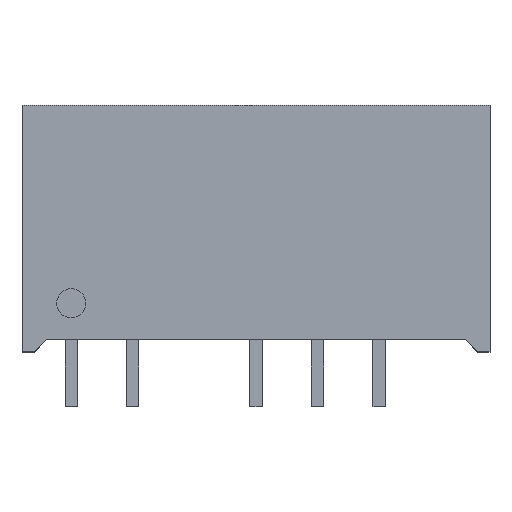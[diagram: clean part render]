
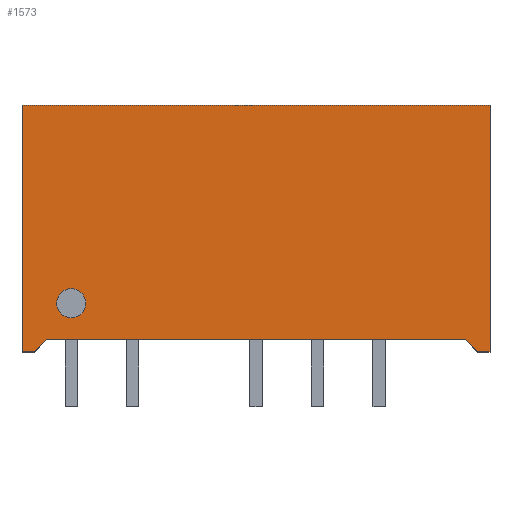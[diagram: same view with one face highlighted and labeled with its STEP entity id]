
A CAD part, top view. The second image highlights one B-rep face of the part: STEP entity #1573.
In plain terms, the highlighted planar face has unit normal (0, 0, 1).
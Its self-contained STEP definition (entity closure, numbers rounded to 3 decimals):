
#9 = DIRECTION ( 'NONE',  ( 0., 0., -1. ) ) ;
#26 = CARTESIAN_POINT ( 'NONE',  ( 19.3, 10.16, 6.09 ) ) ;
#39 = EDGE_CURVE ( 'NONE', #1017, #1411, #1516, .T. ) ;
#72 = LINE ( 'NONE', #1662, #642 ) ;
#79 = VECTOR ( 'NONE', #619, 1000. ) ;
#92 = DIRECTION ( 'NONE',  ( 0., 0., -1. ) ) ;
#98 = EDGE_CURVE ( 'NONE', #1411, #482, #818, .T. ) ;
#139 = FACE_BOUND ( 'NONE', #727, .T. ) ;
#201 = CARTESIAN_POINT ( 'NONE',  ( 18.3, 0.5, 6.09 ) ) ;
#210 = CARTESIAN_POINT ( 'NONE',  ( 0., 10.16, 6.09 ) ) ;
#227 = CIRCLE ( 'NONE', #1830, 0.6 ) ;
#255 = DIRECTION ( 'NONE',  ( 1., 0., 0. ) ) ;
#287 = PLANE ( 'NONE',  #1314 ) ;
#292 = EDGE_CURVE ( 'NONE', #2119, #842, #227, .T. ) ;
#341 = CARTESIAN_POINT ( 'NONE',  ( 0., 10.16, 6.09 ) ) ;
#347 = VECTOR ( 'NONE', #1540, 1000. ) ;
#358 = VECTOR ( 'NONE', #255, 1000. ) ;
#389 = ORIENTED_EDGE ( 'NONE', *, *, #1401, .T. ) ;
#407 = CARTESIAN_POINT ( 'NONE',  ( 2.03, 2., 6.09 ) ) ;
#466 = DIRECTION ( 'NONE',  ( 0., 1., 0. ) ) ;
#481 = DIRECTION ( 'NONE',  ( 1., 0., 0. ) ) ;
#482 = VERTEX_POINT ( 'NONE', #544 ) ;
#499 = ORIENTED_EDGE ( 'NONE', *, *, #1696, .T. ) ;
#521 = VERTEX_POINT ( 'NONE', #26 ) ;
#544 = CARTESIAN_POINT ( 'NONE',  ( 19.3, 0., 6.09 ) ) ;
#619 = DIRECTION ( 'NONE',  ( 0.707, -0.707, 0. ) ) ;
#629 = EDGE_CURVE ( 'NONE', #521, #2019, #1393, .T. ) ;
#633 = CARTESIAN_POINT ( 'NONE',  ( 9.65, 5.196, 6.09 ) ) ;
#642 = VECTOR ( 'NONE', #466, 1000. ) ;
#679 = DIRECTION ( 'NONE',  ( 0.707, 0.707, 0. ) ) ;
#693 = ORIENTED_EDGE ( 'NONE', *, *, #2280, .T. ) ;
#723 = ORIENTED_EDGE ( 'NONE', *, *, #629, .T. ) ;
#727 = EDGE_LOOP ( 'NONE', ( #389, #1305 ) ) ;
#743 = CARTESIAN_POINT ( 'NONE',  ( 1.43, 2., 6.09 ) ) ;
#752 = LINE ( 'NONE', #1327, #1462 ) ;
#797 = DIRECTION ( 'NONE',  ( 1., 0., 0. ) ) ;
#818 = LINE ( 'NONE', #1366, #2049 ) ;
#832 = EDGE_CURVE ( 'NONE', #2107, #959, #752, .T. ) ;
#842 = VERTEX_POINT ( 'NONE', #1506 ) ;
#915 = CARTESIAN_POINT ( 'NONE',  ( 18.8, 0., 6.09 ) ) ;
#959 = VERTEX_POINT ( 'NONE', #1765 ) ;
#966 = CARTESIAN_POINT ( 'NONE',  ( 18.3, 0.5, 6.09 ) ) ;
#1016 = VECTOR ( 'NONE', #1457, 1000. ) ;
#1017 = VERTEX_POINT ( 'NONE', #201 ) ;
#1032 = DIRECTION ( 'NONE',  ( 0., 0., 1. ) ) ;
#1058 = LINE ( 'NONE', #210, #1016 ) ;
#1095 = VECTOR ( 'NONE', #679, 1000. ) ;
#1174 = ORIENTED_EDGE ( 'NONE', *, *, #832, .T. ) ;
#1178 = CARTESIAN_POINT ( 'NONE',  ( 19.3, 10.16, 6.09 ) ) ;
#1184 = EDGE_CURVE ( 'NONE', #482, #521, #72, .T. ) ;
#1201 = AXIS2_PLACEMENT_3D ( 'NONE', #1798, #9, #2177 ) ;
#1269 = ORIENTED_EDGE ( 'NONE', *, *, #1343, .T. ) ;
#1273 = CIRCLE ( 'NONE', #1201, 0.6 ) ;
#1305 = ORIENTED_EDGE ( 'NONE', *, *, #292, .T. ) ;
#1314 = AXIS2_PLACEMENT_3D ( 'NONE', #633, #1032, #2058 ) ;
#1327 = CARTESIAN_POINT ( 'NONE',  ( 0., 0., 6.09 ) ) ;
#1331 = CARTESIAN_POINT ( 'NONE',  ( 1., 0.5, 6.09 ) ) ;
#1343 = EDGE_CURVE ( 'NONE', #2019, #2107, #1058, .T. ) ;
#1344 = FACE_OUTER_BOUND ( 'NONE', #2158, .T. ) ;
#1366 = CARTESIAN_POINT ( 'NONE',  ( 9.65, 0., 6.09 ) ) ;
#1392 = ORIENTED_EDGE ( 'NONE', *, *, #1184, .T. ) ;
#1393 = LINE ( 'NONE', #1178, #347 ) ;
#1401 = EDGE_CURVE ( 'NONE', #842, #2119, #1273, .T. ) ;
#1411 = VERTEX_POINT ( 'NONE', #915 ) ;
#1447 = CARTESIAN_POINT ( 'NONE',  ( 0., 0., 6.09 ) ) ;
#1457 = DIRECTION ( 'NONE',  ( 0., -1., 0. ) ) ;
#1462 = VECTOR ( 'NONE', #797, 1000. ) ;
#1506 = CARTESIAN_POINT ( 'NONE',  ( 2.63, 2., 6.09 ) ) ;
#1516 = LINE ( 'NONE', #966, #79 ) ;
#1530 = ORIENTED_EDGE ( 'NONE', *, *, #98, .T. ) ;
#1540 = DIRECTION ( 'NONE',  ( -1., 0., 0. ) ) ;
#1567 = CARTESIAN_POINT ( 'NONE',  ( 0.5, 0., 6.09 ) ) ;
#1573 = ADVANCED_FACE ( 'NONE', ( #139, #1344 ), #287, .T. ) ;
#1662 = CARTESIAN_POINT ( 'NONE',  ( 19.3, 0., 6.09 ) ) ;
#1696 = EDGE_CURVE ( 'NONE', #2173, #1017, #1721, .T. ) ;
#1720 = ORIENTED_EDGE ( 'NONE', *, *, #39, .T. ) ;
#1721 = LINE ( 'NONE', #1859, #358 ) ;
#1765 = CARTESIAN_POINT ( 'NONE',  ( 0.5, 0., 6.09 ) ) ;
#1798 = CARTESIAN_POINT ( 'NONE',  ( 2.03, 2., 6.09 ) ) ;
#1830 = AXIS2_PLACEMENT_3D ( 'NONE', #407, #92, #1831 ) ;
#1831 = DIRECTION ( 'NONE',  ( 1., 0., 0. ) ) ;
#1859 = CARTESIAN_POINT ( 'NONE',  ( 9.65, 0.5, 6.09 ) ) ;
#2019 = VERTEX_POINT ( 'NONE', #341 ) ;
#2049 = VECTOR ( 'NONE', #481, 1000. ) ;
#2058 = DIRECTION ( 'NONE',  ( 1., 0., 0. ) ) ;
#2079 = LINE ( 'NONE', #1567, #1095 ) ;
#2107 = VERTEX_POINT ( 'NONE', #1447 ) ;
#2119 = VERTEX_POINT ( 'NONE', #743 ) ;
#2158 = EDGE_LOOP ( 'NONE', ( #723, #1269, #1174, #693, #499, #1720, #1530, #1392 ) ) ;
#2173 = VERTEX_POINT ( 'NONE', #1331 ) ;
#2177 = DIRECTION ( 'NONE',  ( 1., 0., 0. ) ) ;
#2280 = EDGE_CURVE ( 'NONE', #959, #2173, #2079, .T. ) ;
